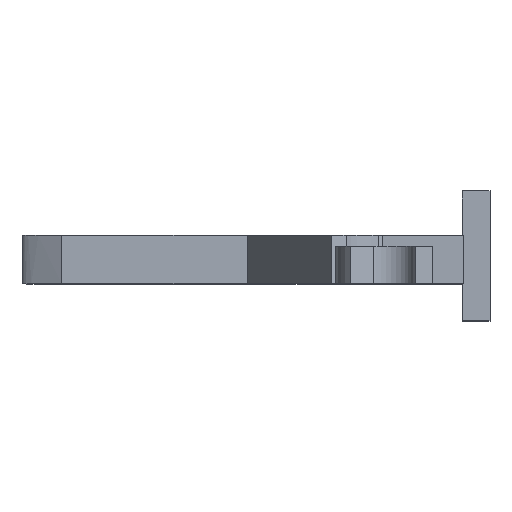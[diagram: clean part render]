
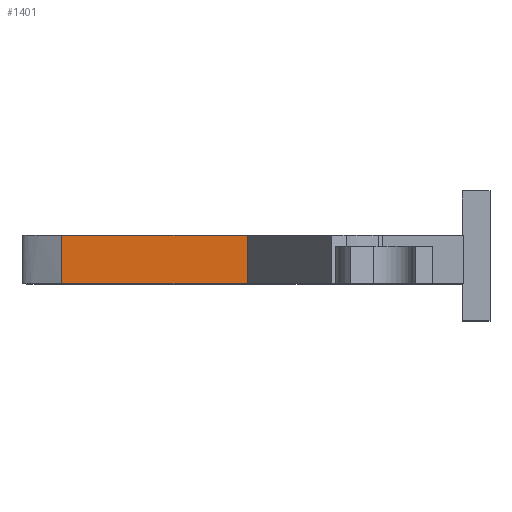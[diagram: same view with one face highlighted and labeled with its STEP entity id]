
A CAD part, top view. The second image highlights one B-rep face of the part: STEP entity #1401.
In plain terms, the highlighted planar face has unit normal (0, 0, 1).
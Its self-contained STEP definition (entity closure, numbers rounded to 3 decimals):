
#143=FACE_OUTER_BOUND('',#222,.T.);
#222=EDGE_LOOP('',(#1135,#1136,#1137,#1138));
#289=LINE('',#1977,#449);
#361=LINE('',#2186,#521);
#374=LINE('',#2222,#534);
#375=LINE('',#2224,#535);
#449=VECTOR('',#1600,10.);
#521=VECTOR('',#1742,10.);
#534=VECTOR('',#1769,10.);
#535=VECTOR('',#1772,10.);
#603=VERTEX_POINT('',#1974);
#604=VERTEX_POINT('',#1976);
#667=VERTEX_POINT('',#2185);
#674=VERTEX_POINT('',#2220);
#742=EDGE_CURVE('',#604,#603,#289,.T.);
#832=EDGE_CURVE('',#604,#667,#361,.T.);
#847=EDGE_CURVE('',#603,#674,#374,.T.);
#848=EDGE_CURVE('',#667,#674,#375,.T.);
#1135=ORIENTED_EDGE('',*,*,#847,.T.);
#1136=ORIENTED_EDGE('',*,*,#848,.F.);
#1137=ORIENTED_EDGE('',*,*,#832,.F.);
#1138=ORIENTED_EDGE('',*,*,#742,.T.);
#1339=PLANE('',#1499);
#1401=ADVANCED_FACE('',(#143),#1339,.T.);
#1499=AXIS2_PLACEMENT_3D('',#2223,#1770,#1771);
#1600=DIRECTION('',(1.,0.,0.));
#1742=DIRECTION('',(0.,1.,0.));
#1769=DIRECTION('',(0.,1.,0.));
#1770=DIRECTION('center_axis',(0.,0.,1.));
#1771=DIRECTION('ref_axis',(1.,0.,0.));
#1772=DIRECTION('',(1.,0.,0.));
#1974=CARTESIAN_POINT('',(48.466,0.,54.256));
#1976=CARTESIAN_POINT('',(-1.64,0.,54.256));
#1977=CARTESIAN_POINT('',(-1.64,0.,54.256));
#2185=CARTESIAN_POINT('',(-1.64,13.,54.256));
#2186=CARTESIAN_POINT('',(-1.64,0.,54.256));
#2220=CARTESIAN_POINT('',(48.466,13.,54.256));
#2222=CARTESIAN_POINT('',(48.466,0.,54.256));
#2223=CARTESIAN_POINT('Origin',(-1.64,0.,54.256));
#2224=CARTESIAN_POINT('',(-1.64,13.,54.256));
